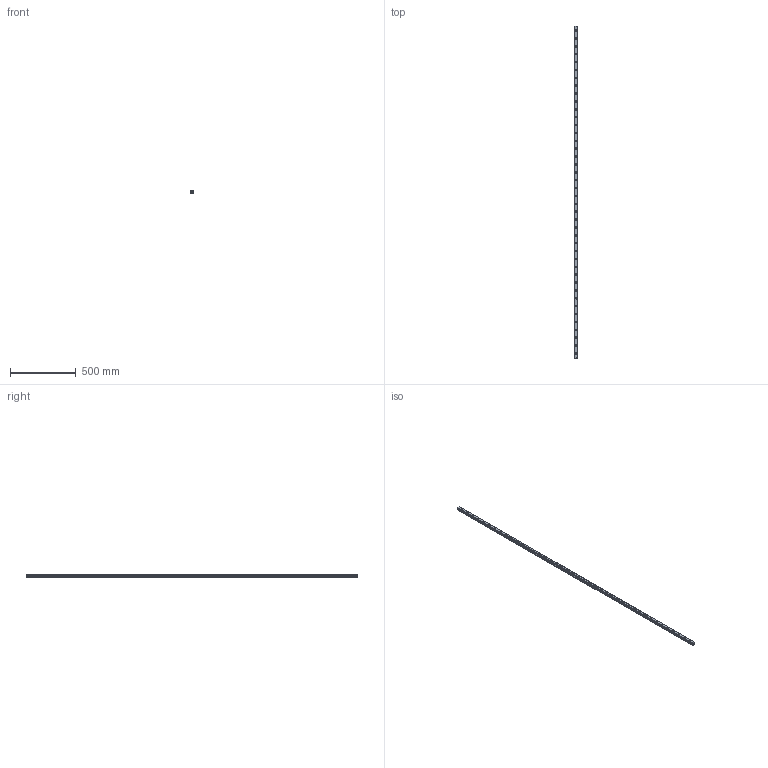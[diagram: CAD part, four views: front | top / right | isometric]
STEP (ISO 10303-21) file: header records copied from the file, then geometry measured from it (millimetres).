
FILE_DESCRIPTION(('STEP AP214'),'1');
FILE_NAME('cctmp_B1D21923-0BCC-42A9-808E-2F7B85A50C70_2020_6_9_14_30_13_677..stp','2020-06-09T12:30:14',('HIWIN GmbH'),('CADClick - www.CADClick.com'),'Spatial InterOp 3D',' ','unknown authorization');
FILE_SCHEMA(('AUTOMOTIVE_DESIGN'));
Length unit declared in the file: millimetre
Products named in the file (1): HGR25R2530H_FILE
Bounding box: 23 x 2530 x 22 mm (x, y, z)
Volume: 1052021.4 mm3; surface area: 259908.1 mm2
Topology: 1 solids, 1 shells, 615 faces, 1575 edges, 1050 vertices
Faces by surface type: plane 341, cylinder 274
Entity records: 24057 total; most frequent: DIRECTION 3691, CARTESIAN_POINT 3241, ORIENTED_EDGE 3150, EDGE_CURVE 1575, AXIS2_PLACEMENT_3D 1500, VERTEX_POINT 1050, CIRCLE 716, EDGE_LOOP 703
